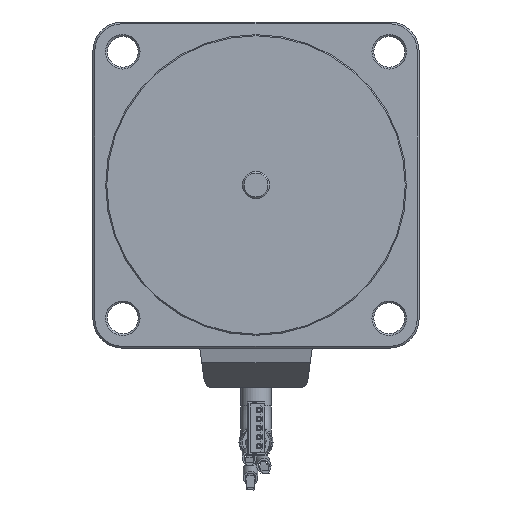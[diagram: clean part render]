
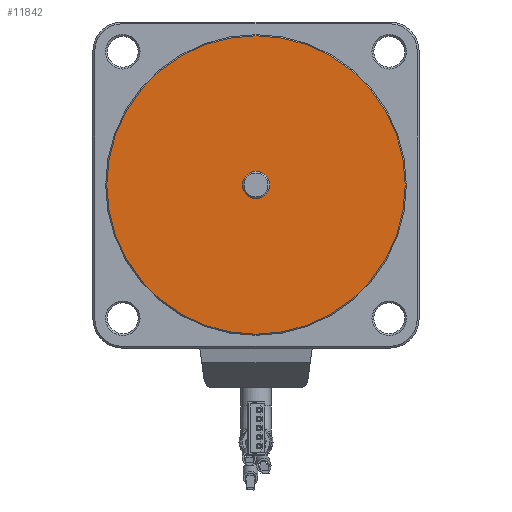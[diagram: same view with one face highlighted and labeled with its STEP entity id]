
A CAD part, front view. The second image highlights one B-rep face of the part: STEP entity #11842.
In plain terms, the highlighted planar face has unit normal (0, -1, 0).
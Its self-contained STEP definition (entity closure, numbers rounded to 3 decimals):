
#9124=CARTESIAN_POINT('',(3.8,-2.,0.));
#9125=VERTEX_POINT('',#9124);
#9126=CARTESIAN_POINT('',(0.0,-2.,0.0));
#9127=DIRECTION('',(0.0,1.0,0.0));
#9128=DIRECTION('',(-1.0,0.0,0.0));
#9129=AXIS2_PLACEMENT_3D('',#9126,#9127,#9128);
#9130=CIRCLE('',#9129,3.8);
#9131=EDGE_CURVE('',#9125,#9125,#9130,.T.);
#11796=CARTESIAN_POINT('',(41.2,-2.0,0.));
#11797=VERTEX_POINT('',#11796);
#11798=CARTESIAN_POINT('',(0.0,-2.0,0.0));
#11799=DIRECTION('',(0.0,1.0,0.0));
#11800=DIRECTION('',(-1.0,0.0,0.0));
#11801=AXIS2_PLACEMENT_3D('',#11798,#11799,#11800);
#11802=CIRCLE('',#11801,41.2);
#11803=EDGE_CURVE('',#11797,#11797,#11802,.T.);
#11831=CARTESIAN_POINT('',(0.0,-2.0,0.0));
#11832=DIRECTION('',(0.0,1.0,0.0));
#11833=DIRECTION('',(0.0,0.0,1.0));
#11834=AXIS2_PLACEMENT_3D('',#11831,#11832,#11833);
#11835=PLANE('',#11834);
#11836=ORIENTED_EDGE('',*,*,#11803,.F.);
#11837=EDGE_LOOP('',(#11836));
#11838=FACE_OUTER_BOUND('',#11837,.T.);
#11839=ORIENTED_EDGE('',*,*,#9131,.T.);
#11840=EDGE_LOOP('',(#11839));
#11841=FACE_BOUND('',#11840,.T.);
#11842=ADVANCED_FACE('',(#11838,#11841),#11835,.F.);
